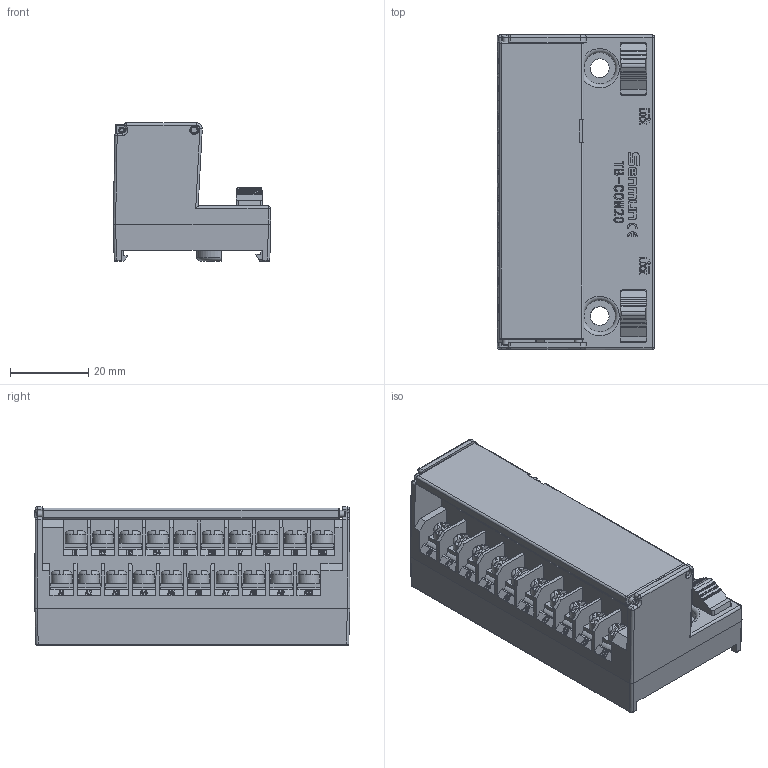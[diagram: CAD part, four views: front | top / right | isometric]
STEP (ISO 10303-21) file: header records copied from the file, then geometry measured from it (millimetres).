
FILE_DESCRIPTION(/* description */ (''),/* implementation_level */ '2;1');
FILE_NAME(/* name */ 'TB-COM20.stp',/* time_stamp */ '2024-08-09T18:11:16+08:00',/* author */ (''),/* organization */ (''),/* preprocessor_version */ 'ST-DEVELOPER v14',/* originating_system */ 'SIEMENS PLM Software NX 8.0',/* authorisation */ '');
FILE_SCHEMA (('AUTOMOTIVE_DESIGN { 1 0 10303 214 3 1 1 1 }'));
Products named in the file (1): TB-COM20 3D_stp
Bounding box: 40.25 x 80.59 x 35.38 mm (x, y, z)
Volume: 56107.1 mm3; surface area: 24885.3 mm2
Topology: 1 solids, 3 shells, 3110 faces, 8693 edges, 5736 vertices
Faces by surface type: plane 2892, cylinder 155, torus 30, bspline 14, extrusion 13, sphere 6
Full cylindrical faces by diameter (mm): 1.558 x2, 2.01 x2, 2.211 x2, 4.824 x3, 5.3 x20, 8.04 x2
Entity records: 101169 total; most frequent: CARTESIAN_POINT 20704, ORIENTED_EDGE 17190, DIRECTION 14956, EDGE_CURVE 8595, VECTOR 7910, LINE 7897, VERTEX_POINT 5701, AXIS2_PLACEMENT_3D 3523
